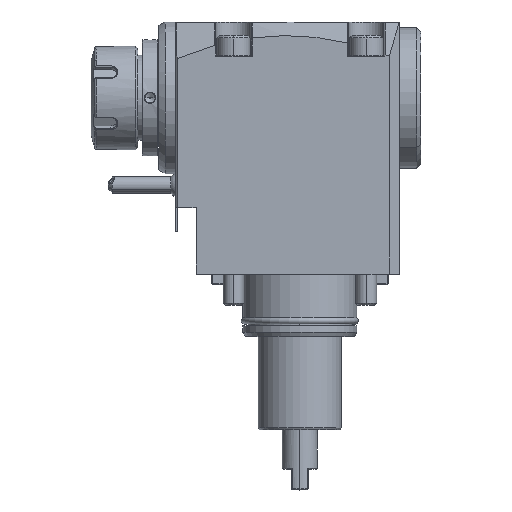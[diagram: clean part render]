
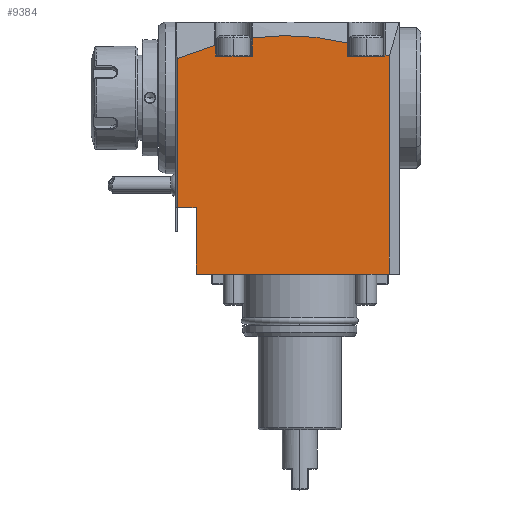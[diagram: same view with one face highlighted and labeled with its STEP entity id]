
A CAD part, top view. The second image highlights one B-rep face of the part: STEP entity #9384.
In plain terms, the highlighted planar face has unit normal (0, 0, 1).
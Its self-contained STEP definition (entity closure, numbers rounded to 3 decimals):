
#1795=DIRECTION('',(0.,1.,0.));
#1796=VECTOR('',#1795,104.954);
#1797=CARTESIAN_POINT('',(103.,0.,42.5));
#1798=LINE('',#1797,#1796);
#1812=CARTESIAN_POINT('',(103.,104.954,42.5));
#1826=DIRECTION('',(-1.,0.,0.));
#1827=VECTOR('',#1826,93.);
#1828=CARTESIAN_POINT('',(103.,0.,42.5));
#1829=LINE('',#1828,#1827);
#2349=DIRECTION('',(0.,1.,0.));
#2350=VECTOR('',#2349,32.);
#2351=CARTESIAN_POINT('',(10.,0.,42.5));
#2352=LINE('',#2351,#2350);
#2353=DIRECTION('',(1.,0.,0.));
#2354=VECTOR('',#2353,9.);
#2355=CARTESIAN_POINT('',(1.,32.,42.5));
#2356=LINE('',#2355,#2354);
#2357=DIRECTION('',(0.,1.,0.));
#2358=VECTOR('',#2357,71.4);
#2359=CARTESIAN_POINT('',(1.,32.5,42.5));
#2360=LINE('',#2359,#2358);
#2361=CARTESIAN_POINT('',(18.964,110.187,42.5));
#2362=CARTESIAN_POINT('',(12.837,108.491,42.5));
#2363=CARTESIAN_POINT('',(6.855,106.378,42.5));
#2364=CARTESIAN_POINT('',(1.,103.9,42.5));
#2366=DIRECTION('',(-0.268,0.963,0.));
#2367=VECTOR('',#2366,2.);
#2368=CARTESIAN_POINT('',(19.5,108.26,42.5));
#2369=LINE('',#2368,#2367);
#2370=DIRECTION('',(0.,-1.,0.));
#2371=VECTOR('',#2370,3.26);
#2372=CARTESIAN_POINT('',(19.5,108.26,42.5));
#2373=LINE('',#2372,#2371);
#2374=DIRECTION('',(0.,-1.,0.));
#2375=VECTOR('',#2374,8.865);
#2376=CARTESIAN_POINT('',(37.,113.865,42.5));
#2377=LINE('',#2376,#2375);
#2378=CARTESIAN_POINT('',(37.,113.865,42.5));
#2379=CARTESIAN_POINT('',(52.484,115.895,42.5));
#2380=CARTESIAN_POINT('',(67.814,115.013,42.5));
#2381=CARTESIAN_POINT('',(83.,111.373,42.5));
#2383=DIRECTION('',(0.,1.,0.));
#2384=VECTOR('',#2383,6.373);
#2385=CARTESIAN_POINT('',(83.,105.,42.5));
#2386=LINE('',#2385,#2384);
#2387=DIRECTION('',(-0.275,-0.961,0.));
#2388=VECTOR('',#2387,0.752);
#2389=CARTESIAN_POINT('',(101.05,105.723,42.5));
#2390=LINE('',#2389,#2388);
#2391=CARTESIAN_POINT('',(101.05,105.723,42.5));
#2392=CARTESIAN_POINT('',(101.702,105.471,42.5));
#2393=CARTESIAN_POINT('',(102.352,105.215,42.5));
#2394=CARTESIAN_POINT('',(103.,104.954,42.5));
#2396=DIRECTION('',(0.,1.,0.));
#2397=VECTOR('',#2396,0.5);
#2398=CARTESIAN_POINT('',(1.,32.,42.5));
#2399=LINE('',#2398,#2397);
#2420=CARTESIAN_POINT('',(1.,103.9,42.5));
#2674=DIRECTION('',(-1.,0.,0.));
#2675=VECTOR('',#2674,17.843);
#2676=CARTESIAN_POINT('',(100.843,105.,42.5));
#2677=LINE('',#2676,#2675);
#2718=CARTESIAN_POINT('',(37.,113.865,42.5));
#2736=DIRECTION('',(-1.,0.,0.));
#2737=VECTOR('',#2736,17.5);
#2738=CARTESIAN_POINT('',(37.,105.,42.5));
#2739=LINE('',#2738,#2737);
#5014=CARTESIAN_POINT('',(19.5,105.,42.5));
#5015=VERTEX_POINT('',#5014);
#5018=VERTEX_POINT('',#2420);
#5032=VERTEX_POINT('',#1812);
#5041=CARTESIAN_POINT('',(19.5,108.26,42.5));
#5042=CARTESIAN_POINT('',(18.964,110.187,42.5));
#5043=VERTEX_POINT('',#5041);
#5044=VERTEX_POINT('',#5042);
#5045=CARTESIAN_POINT('',(101.05,105.723,42.5));
#5046=VERTEX_POINT('',#5045);
#5048=VERTEX_POINT('',#2718);
#5049=CARTESIAN_POINT('',(37.,105.,42.5));
#5050=VERTEX_POINT('',#5049);
#5071=VERTEX_POINT('',#2381);
#5082=CARTESIAN_POINT('',(100.843,105.,42.5));
#5083=VERTEX_POINT('',#5082);
#5089=CARTESIAN_POINT('',(83.,105.,42.5));
#5091=VERTEX_POINT('',#5089);
#5671=CARTESIAN_POINT('',(103.,0.,42.5));
#5672=VERTEX_POINT('',#5671);
#5722=CARTESIAN_POINT('',(10.,0.,42.5));
#5724=VERTEX_POINT('',#5722);
#5725=CARTESIAN_POINT('',(1.,32.,42.5));
#5726=CARTESIAN_POINT('',(10.,32.,42.5));
#5727=VERTEX_POINT('',#5725);
#5728=VERTEX_POINT('',#5726);
#5778=CARTESIAN_POINT('',(1.,32.5,42.5));
#5780=VERTEX_POINT('',#5778);
#9349=CARTESIAN_POINT('',(0.,121.5,42.5));
#9350=DIRECTION('',(0.,0.,1.));
#9351=DIRECTION('',(0.,-1.,0.));
#9352=AXIS2_PLACEMENT_3D('',#9349,#9350,#9351);
#9353=PLANE('',#9352);
#9354=ORIENTED_EDGE('',*,*,#8499,.F.);
#9355=ORIENTED_EDGE('',*,*,#8520,.T.);
#9356=ORIENTED_EDGE('',*,*,#9342,.T.);
#9357=ORIENTED_EDGE('',*,*,#9331,.F.);
#9359=ORIENTED_EDGE('',*,*,#9358,.T.);
#9361=ORIENTED_EDGE('',*,*,#9360,.T.);
#9363=ORIENTED_EDGE('',*,*,#9362,.F.);
#9365=ORIENTED_EDGE('',*,*,#9364,.F.);
#9367=ORIENTED_EDGE('',*,*,#9366,.T.);
#9369=ORIENTED_EDGE('',*,*,#9368,.F.);
#9371=ORIENTED_EDGE('',*,*,#9370,.F.);
#9373=ORIENTED_EDGE('',*,*,#9372,.T.);
#9375=ORIENTED_EDGE('',*,*,#9374,.F.);
#9377=ORIENTED_EDGE('',*,*,#9376,.F.);
#9379=ORIENTED_EDGE('',*,*,#9378,.F.);
#9381=ORIENTED_EDGE('',*,*,#9380,.T.);
#9382=EDGE_LOOP('',(#9354,#9355,#9356,#9357,#9359,#9361,#9363,#9365,#9367,#9369,
#9371,#9373,#9375,#9377,#9379,#9381));
#9383=FACE_OUTER_BOUND('',#9382,.F.);
#2365=B_SPLINE_CURVE_WITH_KNOTS('',3,(#2361,#2362,#2363,#2364),.UNSPECIFIED.,
.F.,.F.,(4,4),(0.,1.),.UNSPECIFIED.);
#2382=B_SPLINE_CURVE_WITH_KNOTS('',3,(#2378,#2379,#2380,#2381),.UNSPECIFIED.,
.F.,.F.,(4,4),(0.,1.),.UNSPECIFIED.);
#2395=B_SPLINE_CURVE_WITH_KNOTS('',3,(#2391,#2392,#2393,#2394),.UNSPECIFIED.,
.F.,.F.,(4,4),(0.,1.),.UNSPECIFIED.);
#8499=EDGE_CURVE('',#5672,#5032,#1798,.T.);
#8520=EDGE_CURVE('',#5672,#5724,#1829,.T.);
#9331=EDGE_CURVE('',#5727,#5728,#2356,.T.);
#9342=EDGE_CURVE('',#5724,#5728,#2352,.T.);
#9358=EDGE_CURVE('',#5727,#5780,#2399,.T.);
#9360=EDGE_CURVE('',#5780,#5018,#2360,.T.);
#9362=EDGE_CURVE('',#5044,#5018,#2365,.T.);
#9364=EDGE_CURVE('',#5043,#5044,#2369,.T.);
#9366=EDGE_CURVE('',#5043,#5015,#2373,.T.);
#9368=EDGE_CURVE('',#5050,#5015,#2739,.T.);
#9370=EDGE_CURVE('',#5048,#5050,#2377,.T.);
#9372=EDGE_CURVE('',#5048,#5071,#2382,.T.);
#9374=EDGE_CURVE('',#5091,#5071,#2386,.T.);
#9376=EDGE_CURVE('',#5083,#5091,#2677,.T.);
#9378=EDGE_CURVE('',#5046,#5083,#2390,.T.);
#9380=EDGE_CURVE('',#5046,#5032,#2395,.T.);
#9384=ADVANCED_FACE('',(#9383),#9353,.T.);
